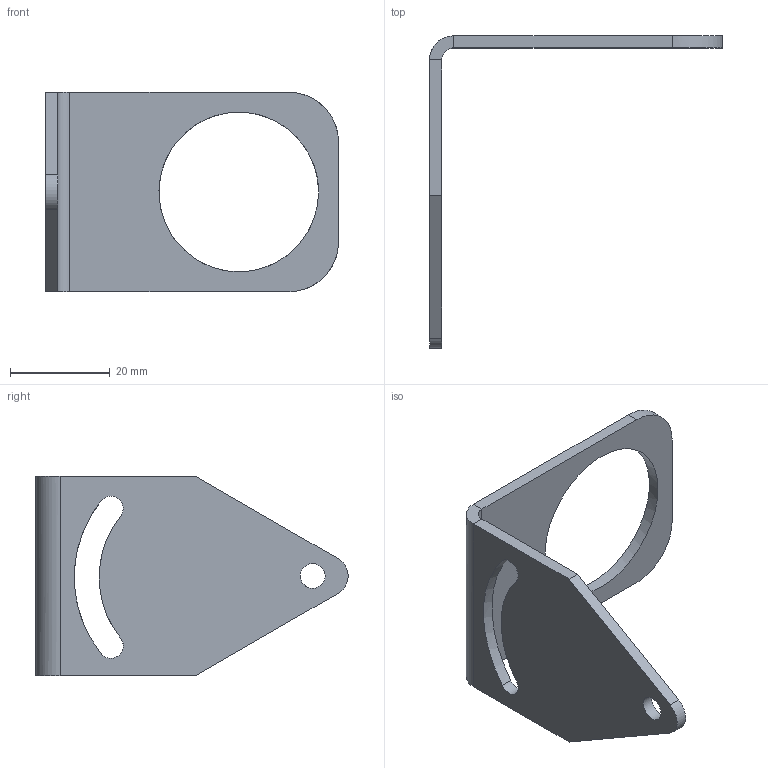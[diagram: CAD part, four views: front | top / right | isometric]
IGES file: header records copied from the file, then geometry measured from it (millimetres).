
Global section: file name: Haltewinkel SBP-RGB; native system: Autodesk Inventor 2019; preprocessor: unknown; author: S. Sandt; organization: di-soric GmbH & Co. KG; date: 20200108.095236; units: millimetre
Bounding box: 58.75 x 62.59 x 40 mm (x, y, z)
Volume: 7540.2 mm3; surface area: 7372 mm2
Topology: 1 solids, 1 shells, 24 faces, 58 edges, 36 vertices
Faces by surface type: bspline 24
